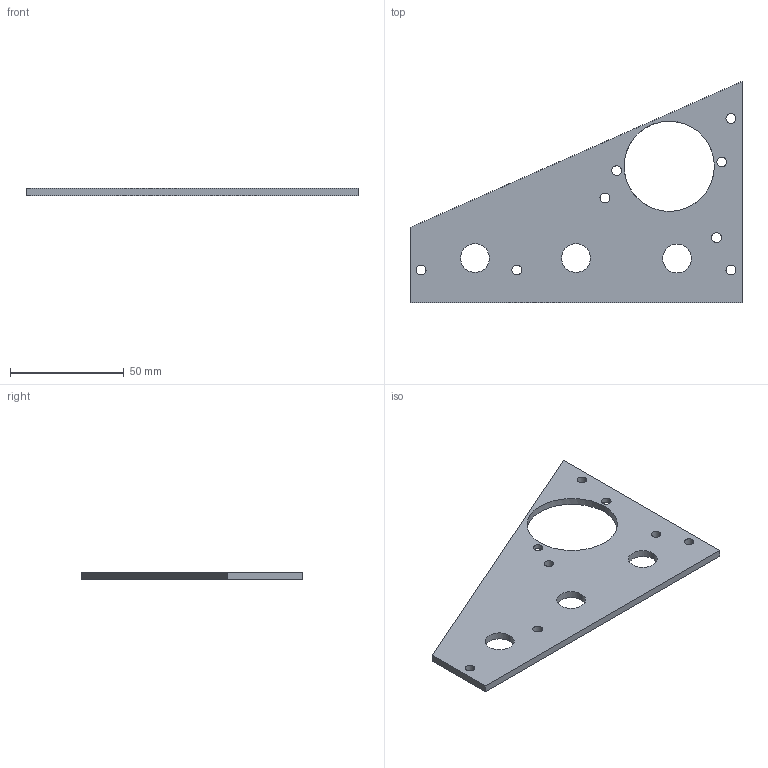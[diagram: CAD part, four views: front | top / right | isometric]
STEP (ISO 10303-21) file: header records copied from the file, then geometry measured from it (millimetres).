
FILE_DESCRIPTION (( 'STEP AP214' ), '1' );
FILE_NAME ('ELEC Panel Backplate.STEP', '2021-01-24T20:36:03', ( '' ), ( '' ), 'SwSTEP 2.0', 'SolidWorks 2019', '' );
FILE_SCHEMA (( 'AUTOMOTIVE_DESIGN' ));
Length unit declared in the file: inch
Products named in the file (1): ELEC Panel Backplate
Bounding box: 146.05 x 97.28 x 3.17 mm (x, y, z)
Volume: 24680.4 mm3; surface area: 18049.9 mm2
Topology: 1 solids, 1 shells, 34 faces, 98 edges, 64 vertices
Faces by surface type: cylinder 24, plane 6, cone 4
Entity records: 1240 total; most frequent: DIRECTION 218, CARTESIAN_POINT 213, ORIENTED_EDGE 196, EDGE_CURVE 98, AXIS2_PLACEMENT_3D 89, VERTEX_POINT 64, EDGE_LOOP 56, CIRCLE 54
